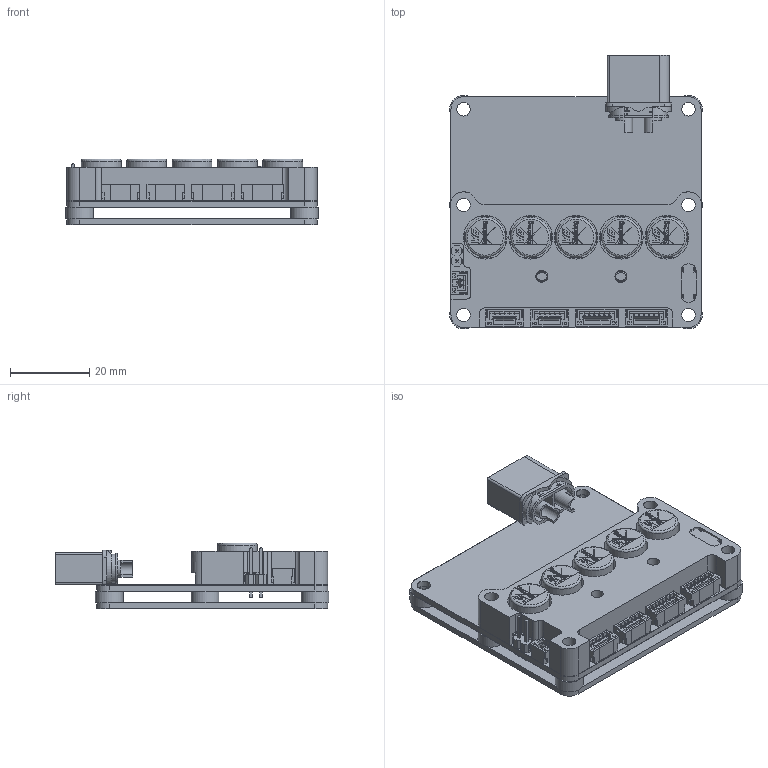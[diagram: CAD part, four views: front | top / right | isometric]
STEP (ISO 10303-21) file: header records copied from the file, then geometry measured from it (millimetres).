
FILE_DESCRIPTION(/* description */ (''),/* implementation_level */ '2;1');
FILE_NAME(/* name */ 'mks xdrive mini xt60.step',/* time_stamp */ '2026-01-28T22:38:06+04:00',/* author */ (''),/* organization */ (''),/* preprocessor_version */ 'ST-DEVELOPER v20.1',/* originating_system */ 'Autodesk Translation Framework v14.21.0.0',/* authorisation */ '');
FILE_SCHEMA (('AUTOMOTIVE_DESIGN { 1 0 10303 214 3 1 1 }'));
Products named in the file (33): 2026-01-28-18-04-02-818; 2026-01-28-18-03-15-721; 2026-01-28-18-03-48-111; 2026-01-28-18-03-24-351; 2026-01-28-18-03-44-383; 2026-01-28-18-03-44-384; 2026-01-28-18-03-44-385; 2026-01-28-18-03-44-386; 2026-01-28-18-03-44-387; 2026-01-28-18-03-44-388; 2026-01-28-18-03-44-389; 2026-01-28-18-03-44-390; 2026-01-28-18-03-44-391; 2026-01-28-18-03-44-392; 2026-01-28-18-03-44-393; 2026-01-28-18-03-44-394; 2026-01-28-18-03-44-395; 2026-01-28-18-03-44-396; 2026-01-28-18-03-44-397; 2026-01-28-18-03-44-398; 2026-01-28-18-03-44-399; 2026-01-28-18-03-44-400; 2026-01-28-18-03-44-401; 2026-01-28-18-03-44-402; 2026-01-28-18-03-44-403; 2026-01-28-18-03-44-405; 2026-01-28-18-03-44-404; 2026-01-28-18-03-44-406; 2026-01-28-18-03-44-407; 2026-01-28-18-03-44-408; 2026-01-28-18-03-28-932; 2026-01-28-18-03-28-933; 2026-01-28-18-03-28-934
Assembly tree (66 placements, depth 5):
  2026-01-28-18-04-02-818
    2026-01-28-18-03-15-721  x2
    2026-01-28-18-03-48-111  x2
    2026-01-28-18-03-24-351
    2026-01-28-18-03-44-383
      2026-01-28-18-03-44-384
      2026-01-28-18-03-44-385
      2026-01-28-18-03-44-386
      2026-01-28-18-03-44-387
      2026-01-28-18-03-44-388
      2026-01-28-18-03-44-389
        2026-01-28-18-03-44-390  x5
          2026-01-28-18-03-44-391
          2026-01-28-18-03-44-392
        2026-01-28-18-03-44-393  x2
          2026-01-28-18-03-44-394
          2026-01-28-18-03-44-395
          2026-01-28-18-03-44-396
          2026-01-28-18-03-44-397
        2026-01-28-18-03-44-398
          2026-01-28-18-03-44-399
          2026-01-28-18-03-44-400
          2026-01-28-18-03-44-401  x2
          2026-01-28-18-03-44-402  x2
          2026-01-28-18-03-44-403  x4
          2026-01-28-18-03-44-404  x16
          2026-01-28-18-03-44-405  x4
          2026-01-28-18-03-44-406
        2026-01-28-18-03-44-407
          2026-01-28-18-03-44-408
    2026-01-28-18-03-28-932
      2026-01-28-18-03-28-933
      2026-01-28-18-03-28-934  x2
Bounding box: 63.6 x 68.93 x 16.58 mm (x, y, z)
Volume: 23906 mm3; surface area: 46663.4 mm2
Topology: 223 solids, 223 shells, 5545 faces, 14810 edges, 9717 vertices
Faces by surface type: plane 4313, cylinder 940, bspline 235, torus 49, sphere 8
Full cylindrical faces by diameter (mm): 0.5 x2, 0.63 x20, 0.66 x6, 0.7 x16, 0.75 x2, 0.946 x10, 1 x30, 1.016 x8, 1.2 x10, 1.25 x5, 1.45 x5, 2.45 x5, 2.65 x5, 3 x2, 3.07 x2, 3.4 x34, 3.65 x5, 3.85 x5, 4.27 x2, 4.3 x2, 7 x11, 8.9 x5, 10 x11, 11 x5
Entity records: 106014 total; most frequent: CARTESIAN_POINT 21734, ORIENTED_EDGE 17422, DIRECTION 16129, EDGE_CURVE 8711, LINE 7163, VECTOR 7163, VERTEX_POINT 5691, AXIS2_PLACEMENT_3D 4483
